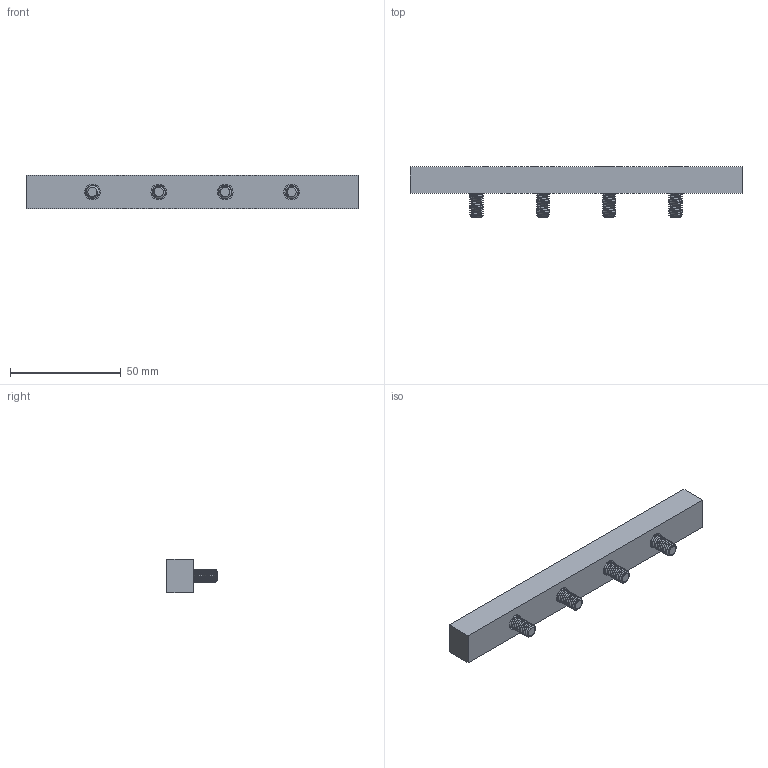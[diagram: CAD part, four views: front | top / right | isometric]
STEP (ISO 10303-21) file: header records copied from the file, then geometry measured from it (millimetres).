
FILE_DESCRIPTION (( 'STEP AP203' ), '1' );
FILE_NAME ('83220.STEP', '2021-09-14T15:19:18', ( '' ), ( '' ), 'SwSTEP 2.0', 'SolidWorks 2021', '' );
FILE_SCHEMA (( 'CONFIG_CONTROL_DESIGN' ));
Length unit declared in the file: inch
Products named in the file (3): M616MM SHCS_M616MM SHCS ; 83220; 832201_832201
Assembly tree (5 placements, depth 2):
  83220
    832201_832201
    M616MM SHCS_M616MM SHCS   x4
Bounding box: 150 x 22.73 x 15 mm (x, y, z)
Volume: 26879.1 mm3; surface area: 12885.2 mm2
Topology: 5 solids, 5 shells, 394 faces, 1052 edges, 680 vertices
Faces by surface type: cylinder 284, cone 52, plane 50, bspline 8
Entity records: 6339 total; most frequent: CARTESIAN_POINT 3397, ORIENTED_EDGE 616, DIRECTION 466, EDGE_CURVE 308, VERTEX_POINT 200, AXIS2_PLACEMENT_3D 177, EDGE_LOOP 132, ADVANCED_FACE 118
